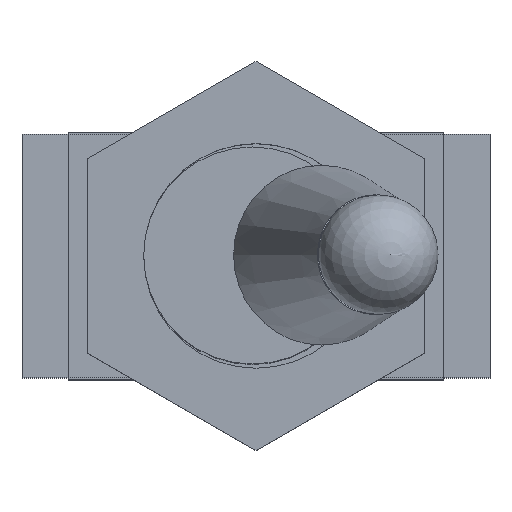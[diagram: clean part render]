
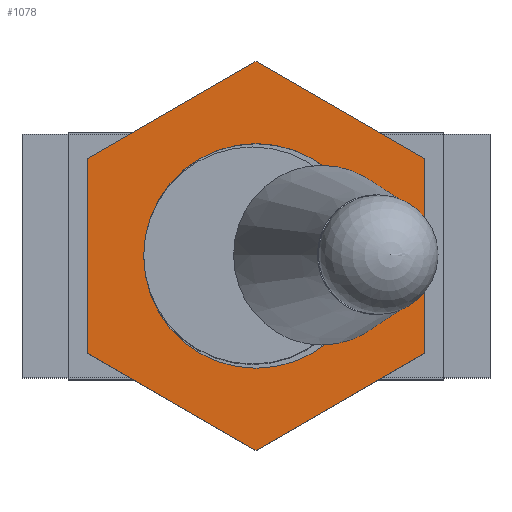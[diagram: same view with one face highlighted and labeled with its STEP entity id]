
A CAD part, top view. The second image highlights one B-rep face of the part: STEP entity #1078.
In plain terms, the highlighted planar face has unit normal (0, 0, 1).
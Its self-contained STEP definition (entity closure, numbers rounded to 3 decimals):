
#529 = VERTEX_POINT('',#530);
#530 = CARTESIAN_POINT('',(4.5,-2.598,2.));
#537 = PLANE('',#538);
#538 = AXIS2_PLACEMENT_3D('',#539,#540,#541);
#539 = CARTESIAN_POINT('',(4.5,-2.598,0.));
#540 = DIRECTION('',(-1.,0.,0.));
#541 = DIRECTION('',(0.,1.,0.));
#549 = PLANE('',#550);
#550 = AXIS2_PLACEMENT_3D('',#551,#552,#553);
#551 = CARTESIAN_POINT('',(0.,-5.196,0.));
#552 = DIRECTION('',(-0.5,0.866,0.));
#553 = DIRECTION('',(0.866,0.5,0.));
#561 = EDGE_CURVE('',#529,#562,#564,.T.);
#562 = VERTEX_POINT('',#563);
#563 = CARTESIAN_POINT('',(4.5,2.598,2.));
#564 = SURFACE_CURVE('',#565,(#569,#576),.PCURVE_S1.);
#565 = LINE('',#566,#567);
#566 = CARTESIAN_POINT('',(4.5,-2.598,2.));
#567 = VECTOR('',#568,1.);
#568 = DIRECTION('',(0.,1.,0.));
#569 = PCURVE('',#537,#570);
#570 = DEFINITIONAL_REPRESENTATION('',(#571),#575);
#571 = LINE('',#572,#573);
#572 = CARTESIAN_POINT('',(0.,-2.));
#573 = VECTOR('',#574,1.);
#574 = DIRECTION('',(1.,0.));
#575 = ( GEOMETRIC_REPRESENTATION_CONTEXT(2) 
PARAMETRIC_REPRESENTATION_CONTEXT() REPRESENTATION_CONTEXT('2D SPACE',''
  ) );
#576 = PCURVE('',#577,#582);
#577 = PLANE('',#578);
#578 = AXIS2_PLACEMENT_3D('',#579,#580,#581);
#579 = CARTESIAN_POINT('',(0.,0.,2.));
#580 = DIRECTION('',(0.,0.,1.));
#581 = DIRECTION('',(1.,0.,0.));
#582 = DEFINITIONAL_REPRESENTATION('',(#583),#587);
#583 = LINE('',#584,#585);
#584 = CARTESIAN_POINT('',(4.5,-2.598));
#585 = VECTOR('',#586,1.);
#586 = DIRECTION('',(0.,1.));
#587 = ( GEOMETRIC_REPRESENTATION_CONTEXT(2) 
PARAMETRIC_REPRESENTATION_CONTEXT() REPRESENTATION_CONTEXT('2D SPACE',''
  ) );
#605 = PLANE('',#606);
#606 = AXIS2_PLACEMENT_3D('',#607,#608,#609);
#607 = CARTESIAN_POINT('',(4.5,2.598,0.));
#608 = DIRECTION('',(-0.5,-0.866,0.));
#609 = DIRECTION('',(-0.866,0.5,0.));
#647 = EDGE_CURVE('',#562,#648,#650,.T.);
#648 = VERTEX_POINT('',#649);
#649 = CARTESIAN_POINT('',(0.,5.196,2.));
#650 = SURFACE_CURVE('',#651,(#655,#662),.PCURVE_S1.);
#651 = LINE('',#652,#653);
#652 = CARTESIAN_POINT('',(4.5,2.598,2.));
#653 = VECTOR('',#654,1.);
#654 = DIRECTION('',(-0.866,0.5,0.));
#655 = PCURVE('',#605,#656);
#656 = DEFINITIONAL_REPRESENTATION('',(#657),#661);
#657 = LINE('',#658,#659);
#658 = CARTESIAN_POINT('',(0.,-2.));
#659 = VECTOR('',#660,1.);
#660 = DIRECTION('',(1.,0.));
#661 = ( GEOMETRIC_REPRESENTATION_CONTEXT(2) 
PARAMETRIC_REPRESENTATION_CONTEXT() REPRESENTATION_CONTEXT('2D SPACE',''
  ) );
#662 = PCURVE('',#577,#663);
#663 = DEFINITIONAL_REPRESENTATION('',(#664),#668);
#664 = LINE('',#665,#666);
#665 = CARTESIAN_POINT('',(4.5,2.598));
#666 = VECTOR('',#667,1.);
#667 = DIRECTION('',(-0.866,0.5));
#668 = ( GEOMETRIC_REPRESENTATION_CONTEXT(2) 
PARAMETRIC_REPRESENTATION_CONTEXT() REPRESENTATION_CONTEXT('2D SPACE',''
  ) );
#686 = PLANE('',#687);
#687 = AXIS2_PLACEMENT_3D('',#688,#689,#690);
#688 = CARTESIAN_POINT('',(0.,5.196,0.));
#689 = DIRECTION('',(0.5,-0.866,0.));
#690 = DIRECTION('',(-0.866,-0.5,0.));
#723 = EDGE_CURVE('',#648,#724,#726,.T.);
#724 = VERTEX_POINT('',#725);
#725 = CARTESIAN_POINT('',(-4.5,2.598,2.));
#726 = SURFACE_CURVE('',#727,(#731,#738),.PCURVE_S1.);
#727 = LINE('',#728,#729);
#728 = CARTESIAN_POINT('',(0.,5.196,2.));
#729 = VECTOR('',#730,1.);
#730 = DIRECTION('',(-0.866,-0.5,0.));
#731 = PCURVE('',#686,#732);
#732 = DEFINITIONAL_REPRESENTATION('',(#733),#737);
#733 = LINE('',#734,#735);
#734 = CARTESIAN_POINT('',(0.,-2.));
#735 = VECTOR('',#736,1.);
#736 = DIRECTION('',(1.,0.));
#737 = ( GEOMETRIC_REPRESENTATION_CONTEXT(2) 
PARAMETRIC_REPRESENTATION_CONTEXT() REPRESENTATION_CONTEXT('2D SPACE',''
  ) );
#738 = PCURVE('',#577,#739);
#739 = DEFINITIONAL_REPRESENTATION('',(#740),#744);
#740 = LINE('',#741,#742);
#741 = CARTESIAN_POINT('',(0.,5.196));
#742 = VECTOR('',#743,1.);
#743 = DIRECTION('',(-0.866,-0.5));
#744 = ( GEOMETRIC_REPRESENTATION_CONTEXT(2) 
PARAMETRIC_REPRESENTATION_CONTEXT() REPRESENTATION_CONTEXT('2D SPACE',''
  ) );
#762 = PLANE('',#763);
#763 = AXIS2_PLACEMENT_3D('',#764,#765,#766);
#764 = CARTESIAN_POINT('',(-4.5,2.598,0.));
#765 = DIRECTION('',(1.,0.,0.));
#766 = DIRECTION('',(0.,-1.,0.));
#799 = EDGE_CURVE('',#724,#800,#802,.T.);
#800 = VERTEX_POINT('',#801);
#801 = CARTESIAN_POINT('',(-4.5,-2.598,2.));
#802 = SURFACE_CURVE('',#803,(#807,#814),.PCURVE_S1.);
#803 = LINE('',#804,#805);
#804 = CARTESIAN_POINT('',(-4.5,2.598,2.));
#805 = VECTOR('',#806,1.);
#806 = DIRECTION('',(0.,-1.,0.));
#807 = PCURVE('',#762,#808);
#808 = DEFINITIONAL_REPRESENTATION('',(#809),#813);
#809 = LINE('',#810,#811);
#810 = CARTESIAN_POINT('',(0.,-2.));
#811 = VECTOR('',#812,1.);
#812 = DIRECTION('',(1.,0.));
#813 = ( GEOMETRIC_REPRESENTATION_CONTEXT(2) 
PARAMETRIC_REPRESENTATION_CONTEXT() REPRESENTATION_CONTEXT('2D SPACE',''
  ) );
#814 = PCURVE('',#577,#815);
#815 = DEFINITIONAL_REPRESENTATION('',(#816),#820);
#816 = LINE('',#817,#818);
#817 = CARTESIAN_POINT('',(-4.5,2.598));
#818 = VECTOR('',#819,1.);
#819 = DIRECTION('',(0.,-1.));
#820 = ( GEOMETRIC_REPRESENTATION_CONTEXT(2) 
PARAMETRIC_REPRESENTATION_CONTEXT() REPRESENTATION_CONTEXT('2D SPACE',''
  ) );
#838 = PLANE('',#839);
#839 = AXIS2_PLACEMENT_3D('',#840,#841,#842);
#840 = CARTESIAN_POINT('',(-4.5,-2.598,0.));
#841 = DIRECTION('',(0.5,0.866,-0.));
#842 = DIRECTION('',(0.866,-0.5,0.));
#875 = EDGE_CURVE('',#800,#876,#878,.T.);
#876 = VERTEX_POINT('',#877);
#877 = CARTESIAN_POINT('',(0.,-5.196,2.));
#878 = SURFACE_CURVE('',#879,(#883,#890),.PCURVE_S1.);
#879 = LINE('',#880,#881);
#880 = CARTESIAN_POINT('',(-4.5,-2.598,2.));
#881 = VECTOR('',#882,1.);
#882 = DIRECTION('',(0.866,-0.5,0.));
#883 = PCURVE('',#838,#884);
#884 = DEFINITIONAL_REPRESENTATION('',(#885),#889);
#885 = LINE('',#886,#887);
#886 = CARTESIAN_POINT('',(0.,-2.));
#887 = VECTOR('',#888,1.);
#888 = DIRECTION('',(1.,0.));
#889 = ( GEOMETRIC_REPRESENTATION_CONTEXT(2) 
PARAMETRIC_REPRESENTATION_CONTEXT() REPRESENTATION_CONTEXT('2D SPACE',''
  ) );
#890 = PCURVE('',#577,#891);
#891 = DEFINITIONAL_REPRESENTATION('',(#892),#896);
#892 = LINE('',#893,#894);
#893 = CARTESIAN_POINT('',(-4.5,-2.598));
#894 = VECTOR('',#895,1.);
#895 = DIRECTION('',(0.866,-0.5));
#896 = ( GEOMETRIC_REPRESENTATION_CONTEXT(2) 
PARAMETRIC_REPRESENTATION_CONTEXT() REPRESENTATION_CONTEXT('2D SPACE',''
  ) );
#946 = EDGE_CURVE('',#876,#529,#947,.T.);
#947 = SURFACE_CURVE('',#948,(#952,#959),.PCURVE_S1.);
#948 = LINE('',#949,#950);
#949 = CARTESIAN_POINT('',(0.,-5.196,2.));
#950 = VECTOR('',#951,1.);
#951 = DIRECTION('',(0.866,0.5,0.));
#952 = PCURVE('',#549,#953);
#953 = DEFINITIONAL_REPRESENTATION('',(#954),#958);
#954 = LINE('',#955,#956);
#955 = CARTESIAN_POINT('',(0.,-2.));
#956 = VECTOR('',#957,1.);
#957 = DIRECTION('',(1.,0.));
#958 = ( GEOMETRIC_REPRESENTATION_CONTEXT(2) 
PARAMETRIC_REPRESENTATION_CONTEXT() REPRESENTATION_CONTEXT('2D SPACE',''
  ) );
#959 = PCURVE('',#577,#960);
#960 = DEFINITIONAL_REPRESENTATION('',(#961),#965);
#961 = LINE('',#962,#963);
#962 = CARTESIAN_POINT('',(0.,-5.196));
#963 = VECTOR('',#964,1.);
#964 = DIRECTION('',(0.866,0.5));
#965 = ( GEOMETRIC_REPRESENTATION_CONTEXT(2) 
PARAMETRIC_REPRESENTATION_CONTEXT() REPRESENTATION_CONTEXT('2D SPACE',''
  ) );
#995 = VERTEX_POINT('',#996);
#996 = CARTESIAN_POINT('',(3.,0.,2.));
#1003 = CYLINDRICAL_SURFACE('',#1004,3.);
#1004 = AXIS2_PLACEMENT_3D('',#1005,#1006,#1007);
#1005 = CARTESIAN_POINT('',(0.,0.,0.));
#1006 = DIRECTION('',(-0.,-0.,-1.));
#1007 = DIRECTION('',(1.,0.,0.));
#1022 = EDGE_CURVE('',#995,#995,#1023,.T.);
#1023 = SURFACE_CURVE('',#1024,(#1029,#1036),.PCURVE_S1.);
#1024 = CIRCLE('',#1025,3.);
#1025 = AXIS2_PLACEMENT_3D('',#1026,#1027,#1028);
#1026 = CARTESIAN_POINT('',(0.,0.,2.));
#1027 = DIRECTION('',(0.,0.,1.));
#1028 = DIRECTION('',(1.,0.,0.));
#1029 = PCURVE('',#1003,#1030);
#1030 = DEFINITIONAL_REPRESENTATION('',(#1031),#1035);
#1031 = LINE('',#1032,#1033);
#1032 = CARTESIAN_POINT('',(-0.,-2.));
#1033 = VECTOR('',#1034,1.);
#1034 = DIRECTION('',(-1.,0.));
#1035 = ( GEOMETRIC_REPRESENTATION_CONTEXT(2) 
PARAMETRIC_REPRESENTATION_CONTEXT() REPRESENTATION_CONTEXT('2D SPACE',''
  ) );
#1036 = PCURVE('',#577,#1037);
#1037 = DEFINITIONAL_REPRESENTATION('',(#1038),#1042);
#1038 = CIRCLE('',#1039,3.);
#1039 = AXIS2_PLACEMENT_2D('',#1040,#1041);
#1040 = CARTESIAN_POINT('',(0.,0.));
#1041 = DIRECTION('',(1.,0.));
#1042 = ( GEOMETRIC_REPRESENTATION_CONTEXT(2) 
PARAMETRIC_REPRESENTATION_CONTEXT() REPRESENTATION_CONTEXT('2D SPACE',''
  ) );
#1078 = ADVANCED_FACE('',(#1079,#1087),#577,.T.);
#1079 = FACE_BOUND('',#1080,.T.);
#1080 = EDGE_LOOP('',(#1081,#1082,#1083,#1084,#1085,#1086));
#1081 = ORIENTED_EDGE('',*,*,#561,.T.);
#1082 = ORIENTED_EDGE('',*,*,#647,.T.);
#1083 = ORIENTED_EDGE('',*,*,#723,.T.);
#1084 = ORIENTED_EDGE('',*,*,#799,.T.);
#1085 = ORIENTED_EDGE('',*,*,#875,.T.);
#1086 = ORIENTED_EDGE('',*,*,#946,.T.);
#1087 = FACE_BOUND('',#1088,.F.);
#1088 = EDGE_LOOP('',(#1089));
#1089 = ORIENTED_EDGE('',*,*,#1022,.T.);
